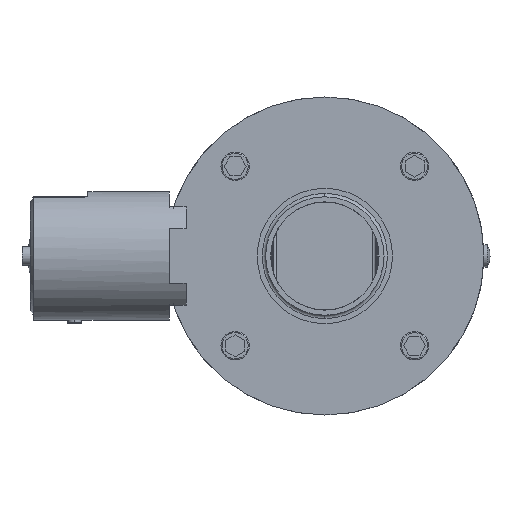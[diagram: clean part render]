
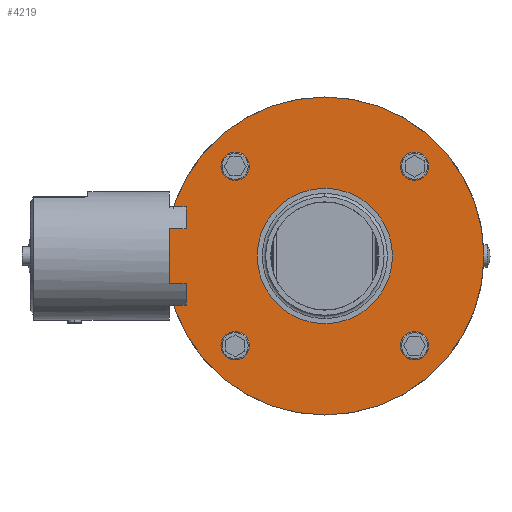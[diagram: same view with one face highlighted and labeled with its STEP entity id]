
A CAD part, left-side view. The second image highlights one B-rep face of the part: STEP entity #4219.
In plain terms, the highlighted planar face has unit normal (-1, 0, 0).
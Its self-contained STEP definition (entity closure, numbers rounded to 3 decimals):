
#146 = FACE_BOUND ( 'NONE', #2914, .T. ) ;
#213 = EDGE_CURVE ( 'NONE', #4798, #2117, #721, .T. ) ;
#241 = DIRECTION ( 'NONE',  ( 0., 0., -1. ) ) ;
#250 = DIRECTION ( 'NONE',  ( 0., 0., -1. ) ) ;
#371 = DIRECTION ( 'NONE',  ( -1., 0., 0. ) ) ;
#392 = ORIENTED_EDGE ( 'NONE', *, *, #957, .F. ) ;
#454 = VERTEX_POINT ( 'NONE', #5576 ) ;
#455 = VERTEX_POINT ( 'NONE', #2555 ) ;
#550 = DIRECTION ( 'NONE',  ( -1., 0., 0. ) ) ;
#646 = PLANE ( 'NONE',  #3589 ) ;
#657 = CIRCLE ( 'NONE', #1092, 4.2 ) ;
#682 = DIRECTION ( 'NONE',  ( 0., 0., 1. ) ) ;
#713 = FACE_BOUND ( 'NONE', #4697, .T. ) ;
#721 = CIRCLE ( 'NONE', #4856, 47. ) ;
#783 = DIRECTION ( 'NONE',  ( 1., 0., 0. ) ) ;
#829 = AXIS2_PLACEMENT_3D ( 'NONE', #6428, #371, #5991 ) ;
#885 = EDGE_CURVE ( 'NONE', #1719, #6341, #948, .T. ) ;
#898 = DIRECTION ( 'NONE',  ( 0., 0., -1. ) ) ;
#927 = CIRCLE ( 'NONE', #5813, 20. ) ;
#947 = EDGE_CURVE ( 'NONE', #2117, #4798, #4133, .T. ) ;
#948 = CIRCLE ( 'NONE', #2427, 20. ) ;
#957 = EDGE_CURVE ( 'NONE', #5419, #455, #2857, .T. ) ;
#993 = CARTESIAN_POINT ( 'NONE',  ( -12.25, -26.517, -30.717 ) ) ;
#1092 = AXIS2_PLACEMENT_3D ( 'NONE', #3007, #1647, #3665 ) ;
#1143 = CARTESIAN_POINT ( 'NONE',  ( -12.25, 26.517, 30.717 ) ) ;
#1220 = CARTESIAN_POINT ( 'NONE',  ( -12.25, 0., 0. ) ) ;
#1221 = CARTESIAN_POINT ( 'NONE',  ( -12.25, 0., -47. ) ) ;
#1317 = DIRECTION ( 'NONE',  ( -1., 0., 0. ) ) ;
#1421 = AXIS2_PLACEMENT_3D ( 'NONE', #4376, #5902, #6413 ) ;
#1448 = ORIENTED_EDGE ( 'NONE', *, *, #213, .T. ) ;
#1494 = CARTESIAN_POINT ( 'NONE',  ( -12.25, -26.517, -26.517 ) ) ;
#1524 = EDGE_CURVE ( 'NONE', #6585, #5216, #5892, .T. ) ;
#1647 = DIRECTION ( 'NONE',  ( -1., 0., 0. ) ) ;
#1649 = ORIENTED_EDGE ( 'NONE', *, *, #1847, .F. ) ;
#1719 = VERTEX_POINT ( 'NONE', #3655 ) ;
#1753 = CARTESIAN_POINT ( 'NONE',  ( -12.25, 0., 0. ) ) ;
#1778 = CARTESIAN_POINT ( 'NONE',  ( -12.25, -26.517, -26.517 ) ) ;
#1847 = EDGE_CURVE ( 'NONE', #4621, #454, #4834, .T. ) ;
#1860 = ORIENTED_EDGE ( 'NONE', *, *, #4181, .F. ) ;
#1955 = ORIENTED_EDGE ( 'NONE', *, *, #5823, .F. ) ;
#2024 = CARTESIAN_POINT ( 'NONE',  ( -12.25, 0., 0. ) ) ;
#2115 = CARTESIAN_POINT ( 'NONE',  ( -12.25, 0., 0. ) ) ;
#2117 = VERTEX_POINT ( 'NONE', #1221 ) ;
#2146 = DIRECTION ( 'NONE',  ( -1., 0., 0. ) ) ;
#2293 = EDGE_LOOP ( 'NONE', ( #1955, #392 ) ) ;
#2388 = EDGE_CURVE ( 'NONE', #2668, #3732, #657, .T. ) ;
#2425 = DIRECTION ( 'NONE',  ( -1., 0., 0. ) ) ;
#2427 = AXIS2_PLACEMENT_3D ( 'NONE', #1220, #3176, #5739 ) ;
#2555 = CARTESIAN_POINT ( 'NONE',  ( -12.25, 26.517, -22.317 ) ) ;
#2668 = VERTEX_POINT ( 'NONE', #2998 ) ;
#2770 = EDGE_LOOP ( 'NONE', ( #1448, #4712 ) ) ;
#2857 = CIRCLE ( 'NONE', #4242, 4.2 ) ;
#2914 = EDGE_LOOP ( 'NONE', ( #4550, #1860 ) ) ;
#2922 = ORIENTED_EDGE ( 'NONE', *, *, #3509, .F. ) ;
#2959 = AXIS2_PLACEMENT_3D ( 'NONE', #1753, #3778, #682 ) ;
#2998 = CARTESIAN_POINT ( 'NONE',  ( -12.25, -26.517, 30.717 ) ) ;
#3007 = CARTESIAN_POINT ( 'NONE',  ( -12.25, -26.517, 26.517 ) ) ;
#3025 = DIRECTION ( 'NONE',  ( -1., 0., 0. ) ) ;
#3176 = DIRECTION ( 'NONE',  ( -1., 0., 0. ) ) ;
#3179 = CARTESIAN_POINT ( 'NONE',  ( -12.25, 0., -20. ) ) ;
#3203 = FACE_BOUND ( 'NONE', #5609, .T. ) ;
#3275 = CARTESIAN_POINT ( 'NONE',  ( -12.25, 26.517, -26.517 ) ) ;
#3314 = CIRCLE ( 'NONE', #1421, 4.2 ) ;
#3509 = EDGE_CURVE ( 'NONE', #5216, #6585, #6452, .T. ) ;
#3589 = AXIS2_PLACEMENT_3D ( 'NONE', #6304, #783, #5228 ) ;
#3655 = CARTESIAN_POINT ( 'NONE',  ( -12.25, 0., 20. ) ) ;
#3665 = DIRECTION ( 'NONE',  ( 0., 0., -1. ) ) ;
#3732 = VERTEX_POINT ( 'NONE', #4041 ) ;
#3778 = DIRECTION ( 'NONE',  ( -1., 0., 0. ) ) ;
#3796 = AXIS2_PLACEMENT_3D ( 'NONE', #5856, #1317, #241 ) ;
#3812 = DIRECTION ( 'NONE',  ( -1., 0., 0. ) ) ;
#3879 = AXIS2_PLACEMENT_3D ( 'NONE', #1494, #3025, #6059 ) ;
#4009 = AXIS2_PLACEMENT_3D ( 'NONE', #1778, #3812, #5834 ) ;
#4041 = CARTESIAN_POINT ( 'NONE',  ( -12.25, -26.517, 22.317 ) ) ;
#4047 = DIRECTION ( 'NONE',  ( 0., 0., 1. ) ) ;
#4133 = CIRCLE ( 'NONE', #2959, 47. ) ;
#4144 = DIRECTION ( 'NONE',  ( 0., 0., 1. ) ) ;
#4181 = EDGE_CURVE ( 'NONE', #6341, #1719, #927, .T. ) ;
#4219 = ADVANCED_FACE ( 'NONE', ( #713, #3203, #5770, #4275, #4243, #146 ), #646, .F. ) ;
#4242 = AXIS2_PLACEMENT_3D ( 'NONE', #3275, #4803, #250 ) ;
#4243 = FACE_OUTER_BOUND ( 'NONE', #2770, .T. ) ;
#4275 = FACE_BOUND ( 'NONE', #2293, .T. ) ;
#4339 = ORIENTED_EDGE ( 'NONE', *, *, #5938, .F. ) ;
#4376 = CARTESIAN_POINT ( 'NONE',  ( -12.25, -26.517, 26.517 ) ) ;
#4524 = AXIS2_PLACEMENT_3D ( 'NONE', #4879, #2425, #898 ) ;
#4550 = ORIENTED_EDGE ( 'NONE', *, *, #885, .F. ) ;
#4621 = VERTEX_POINT ( 'NONE', #1143 ) ;
#4697 = EDGE_LOOP ( 'NONE', ( #1649, #4339 ) ) ;
#4712 = ORIENTED_EDGE ( 'NONE', *, *, #947, .T. ) ;
#4798 = VERTEX_POINT ( 'NONE', #5958 ) ;
#4803 = DIRECTION ( 'NONE',  ( -1., 0., 0. ) ) ;
#4834 = CIRCLE ( 'NONE', #4524, 4.2 ) ;
#4856 = AXIS2_PLACEMENT_3D ( 'NONE', #2024, #550, #4047 ) ;
#4879 = CARTESIAN_POINT ( 'NONE',  ( -12.25, 26.517, 26.517 ) ) ;
#5188 = ORIENTED_EDGE ( 'NONE', *, *, #6581, .F. ) ;
#5216 = VERTEX_POINT ( 'NONE', #5948 ) ;
#5228 = DIRECTION ( 'NONE',  ( 0., 0., 1. ) ) ;
#5419 = VERTEX_POINT ( 'NONE', #5648 ) ;
#5541 = ORIENTED_EDGE ( 'NONE', *, *, #2388, .F. ) ;
#5576 = CARTESIAN_POINT ( 'NONE',  ( -12.25, 26.517, 22.317 ) ) ;
#5595 = CIRCLE ( 'NONE', #3796, 4.2 ) ;
#5609 = EDGE_LOOP ( 'NONE', ( #5541, #5188 ) ) ;
#5648 = CARTESIAN_POINT ( 'NONE',  ( -12.25, 26.517, -30.717 ) ) ;
#5739 = DIRECTION ( 'NONE',  ( 0., 0., 1. ) ) ;
#5770 = FACE_BOUND ( 'NONE', #6550, .T. ) ;
#5813 = AXIS2_PLACEMENT_3D ( 'NONE', #2115, #2146, #4144 ) ;
#5823 = EDGE_CURVE ( 'NONE', #455, #5419, #5595, .T. ) ;
#5834 = DIRECTION ( 'NONE',  ( 0., 0., -1. ) ) ;
#5856 = CARTESIAN_POINT ( 'NONE',  ( -12.25, 26.517, -26.517 ) ) ;
#5892 = CIRCLE ( 'NONE', #3879, 4.2 ) ;
#5902 = DIRECTION ( 'NONE',  ( -1., 0., 0. ) ) ;
#5938 = EDGE_CURVE ( 'NONE', #454, #4621, #6137, .T. ) ;
#5948 = CARTESIAN_POINT ( 'NONE',  ( -12.25, -26.517, -22.317 ) ) ;
#5958 = CARTESIAN_POINT ( 'NONE',  ( -12.25, 0., 47. ) ) ;
#5991 = DIRECTION ( 'NONE',  ( 0., 0., -1. ) ) ;
#6059 = DIRECTION ( 'NONE',  ( 0., 0., -1. ) ) ;
#6137 = CIRCLE ( 'NONE', #829, 4.2 ) ;
#6304 = CARTESIAN_POINT ( 'NONE',  ( -12.25, 47., 0. ) ) ;
#6341 = VERTEX_POINT ( 'NONE', #3179 ) ;
#6413 = DIRECTION ( 'NONE',  ( 0., 0., -1. ) ) ;
#6428 = CARTESIAN_POINT ( 'NONE',  ( -12.25, 26.517, 26.517 ) ) ;
#6445 = ORIENTED_EDGE ( 'NONE', *, *, #1524, .F. ) ;
#6452 = CIRCLE ( 'NONE', #4009, 4.2 ) ;
#6550 = EDGE_LOOP ( 'NONE', ( #2922, #6445 ) ) ;
#6581 = EDGE_CURVE ( 'NONE', #3732, #2668, #3314, .T. ) ;
#6585 = VERTEX_POINT ( 'NONE', #993 ) ;
